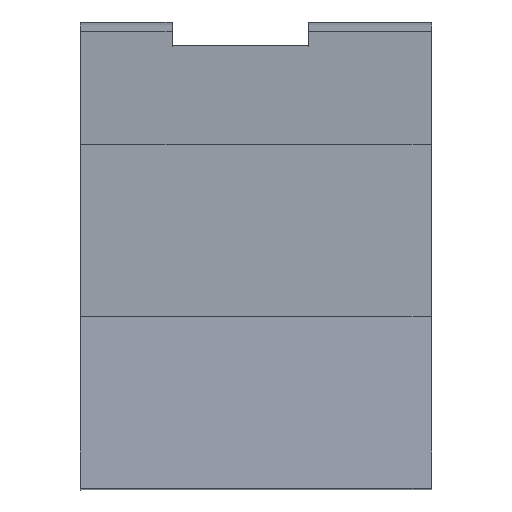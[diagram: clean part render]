
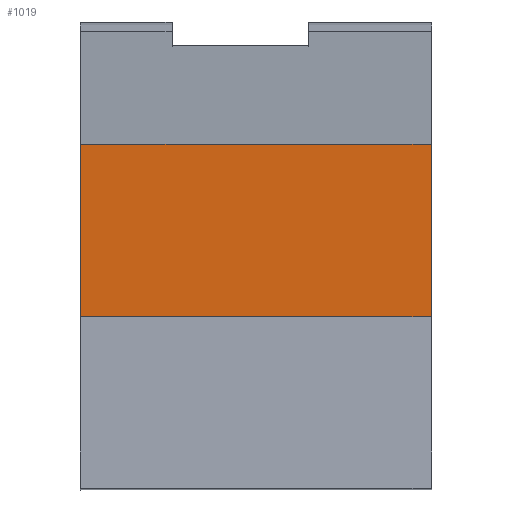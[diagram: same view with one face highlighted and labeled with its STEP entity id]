
A CAD part, left-side view. The second image highlights one B-rep face of the part: STEP entity #1019.
In plain terms, the highlighted planar face has unit normal (-0.267, 0, 0.964).
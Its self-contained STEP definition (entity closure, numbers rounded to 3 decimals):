
#80=FACE_OUTER_BOUND('',#135,.T.);
#135=EDGE_LOOP('',(#899,#900,#901,#902,#903,#904,#905,#906));
#171=LINE('',#1425,#293);
#178=LINE('',#1440,#300);
#212=LINE('',#1565,#334);
#249=LINE('',#1697,#371);
#250=LINE('',#1698,#372);
#251=LINE('',#1702,#373);
#252=LINE('',#1703,#374);
#256=LINE('',#1709,#378);
#293=VECTOR('',#1159,10.);
#300=VECTOR('',#1170,11.);
#334=VECTOR('',#1236,11.);
#371=VECTOR('',#1313,10.);
#372=VECTOR('',#1314,11.);
#373=VECTOR('',#1317,11.);
#374=VECTOR('',#1318,11.);
#378=VECTOR('',#1322,11.);
#429=VERTEX_POINT('',#1422);
#430=VERTEX_POINT('',#1424);
#436=VERTEX_POINT('',#1439);
#470=VERTEX_POINT('',#1562);
#471=VERTEX_POINT('',#1564);
#498=VERTEX_POINT('',#1696);
#499=VERTEX_POINT('',#1700);
#500=VERTEX_POINT('',#1701);
#536=EDGE_CURVE('',#429,#430,#171,.T.);
#543=EDGE_CURVE('',#430,#436,#178,.T.);
#588=EDGE_CURVE('',#470,#471,#212,.T.);
#635=EDGE_CURVE('',#498,#436,#249,.T.);
#636=EDGE_CURVE('',#498,#470,#250,.T.);
#637=EDGE_CURVE('',#499,#500,#251,.T.);
#638=EDGE_CURVE('',#429,#499,#252,.T.);
#642=EDGE_CURVE('',#500,#471,#256,.T.);
#899=ORIENTED_EDGE('',*,*,#642,.T.);
#900=ORIENTED_EDGE('',*,*,#588,.F.);
#901=ORIENTED_EDGE('',*,*,#636,.F.);
#902=ORIENTED_EDGE('',*,*,#635,.T.);
#903=ORIENTED_EDGE('',*,*,#543,.F.);
#904=ORIENTED_EDGE('',*,*,#536,.F.);
#905=ORIENTED_EDGE('',*,*,#638,.T.);
#906=ORIENTED_EDGE('',*,*,#637,.T.);
#974=PLANE('',#1097);
#1019=ADVANCED_FACE('',(#80),#974,.T.);
#1097=AXIS2_PLACEMENT_3D('',#1722,#1339,#1340);
#1159=DIRECTION('',(0.,-1.,0.));
#1170=DIRECTION('',(-0.964,0.,-0.267));
#1236=DIRECTION('',(0.964,0.,0.267));
#1313=DIRECTION('',(0.,-1.,0.));
#1314=DIRECTION('',(0.,1.,0.));
#1317=DIRECTION('',(0.,1.,0.));
#1318=DIRECTION('',(0.,1.,0.));
#1322=DIRECTION('',(0.,1.,0.));
#1339=DIRECTION('center_axis',(-0.267,0.,0.964));
#1340=DIRECTION('ref_axis',(0.964,0.,0.267));
#1422=CARTESIAN_POINT('',(-143.126,186.795,36.83));
#1424=CARTESIAN_POINT('',(-143.126,185.795,36.83));
#1425=CARTESIAN_POINT('',(-143.126,186.795,36.83));
#1439=CARTESIAN_POINT('',(-172.938,185.795,28.565));
#1440=CARTESIAN_POINT('',(-153.43,185.795,33.973));
#1562=CARTESIAN_POINT('',(-172.938,202.635,28.565));
#1564=CARTESIAN_POINT('',(-143.126,202.635,36.83));
#1565=CARTESIAN_POINT('',(-153.43,202.635,33.973));
#1696=CARTESIAN_POINT('',(-172.938,186.795,28.565));
#1697=CARTESIAN_POINT('',(-172.938,186.795,28.565));
#1698=CARTESIAN_POINT('',(-172.938,198.235,28.565));
#1700=CARTESIAN_POINT('',(-143.126,191.195,36.83));
#1701=CARTESIAN_POINT('',(-143.126,198.235,36.83));
#1702=CARTESIAN_POINT('',(-143.126,192.515,36.83));
#1703=CARTESIAN_POINT('',(-143.126,186.795,36.83));
#1709=CARTESIAN_POINT('',(-143.126,198.235,36.83));
#1722=CARTESIAN_POINT('Origin',(-169.632,186.795,29.481));
